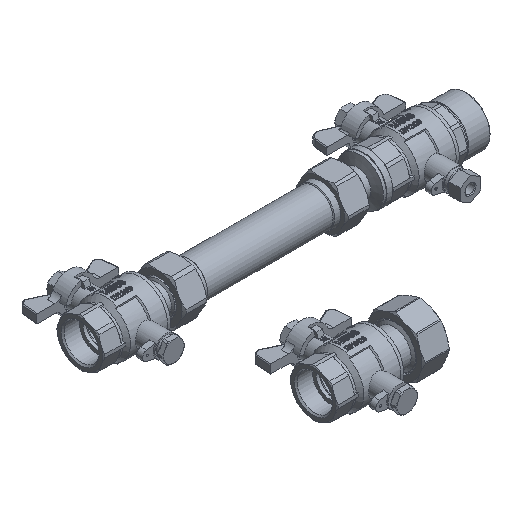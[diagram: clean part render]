
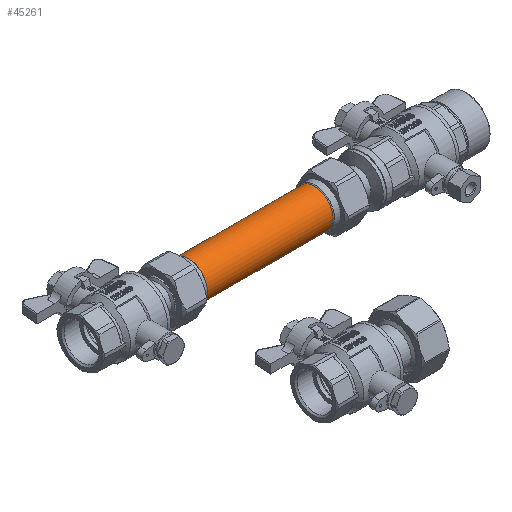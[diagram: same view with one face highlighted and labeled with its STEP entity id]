
A CAD part, isometric view. The second image highlights one B-rep face of the part: STEP entity #45261.
In plain terms, the highlighted cylindrical face has radius 12.7 mm (diameter 25.4 mm), a full revolution.
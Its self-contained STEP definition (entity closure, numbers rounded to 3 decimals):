
#11043=CYLINDRICAL_SURFACE('',#48410,12.7);
#11446=ORIENTED_EDGE('',*,*,#25646,.F.);
#11447=ORIENTED_EDGE('',*,*,#25648,.T.);
#25646=EDGE_CURVE('',#32750,#32750,#37586,.T.);
#25648=EDGE_CURVE('',#32752,#32752,#37588,.T.);
#32750=VERTEX_POINT('',#70882);
#32752=VERTEX_POINT('',#70887);
#37586=CIRCLE('',#48406,12.7);
#37588=CIRCLE('',#48409,12.7);
#38818=EDGE_LOOP('',(#11446));
#38819=EDGE_LOOP('',(#11447));
#41938=FACE_BOUND('',#38818,.T.);
#41939=FACE_BOUND('',#38819,.T.);
#45261=ADVANCED_FACE('',(#41938,#41939),#11043,.T.);
#48406=AXIS2_PLACEMENT_3D('',#70881,#54993,#54994);
#48409=AXIS2_PLACEMENT_3D('',#70886,#54999,#55000);
#48410=AXIS2_PLACEMENT_3D('',#70888,#55001,#55002);
#54993=DIRECTION('',(1.,0.,0.));
#54994=DIRECTION('',(0.,1.,0.));
#54999=DIRECTION('',(1.,0.,0.));
#55000=DIRECTION('',(0.,1.,0.));
#55001=DIRECTION('',(1.,0.,0.));
#55002=DIRECTION('',(0.,1.,0.));
#70881=CARTESIAN_POINT('',(134.8,0.,-11.));
#70882=CARTESIAN_POINT('',(134.8,12.7,-11.));
#70886=CARTESIAN_POINT('',(48.8,0.,-11.));
#70887=CARTESIAN_POINT('',(48.8,12.7,-11.));
#70888=CARTESIAN_POINT('',(91.8,0.,-11.));
